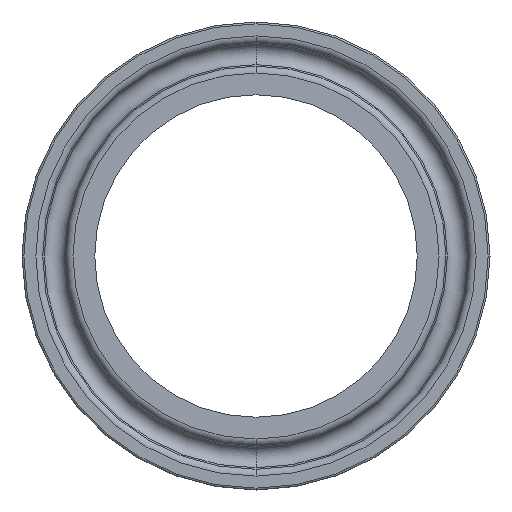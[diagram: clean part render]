
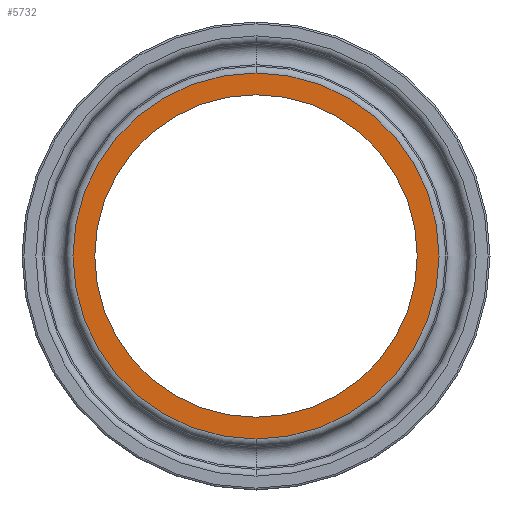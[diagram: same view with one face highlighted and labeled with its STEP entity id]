
A CAD part, front view. The second image highlights one B-rep face of the part: STEP entity #5732.
In plain terms, the highlighted planar face has unit normal (0, -1, 0).
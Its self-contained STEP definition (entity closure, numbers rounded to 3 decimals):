
#32 = CARTESIAN_POINT ( 'NONE',  ( 0., -52.5, -17.4 ) ) ;
#44 = VERTEX_POINT ( 'NONE', #32 ) ;
#102 = DIRECTION ( 'NONE',  ( 0., 0., -1. ) ) ;
#103 = DIRECTION ( 'NONE',  ( 0., -1., 0. ) ) ;
#402 = VERTEX_POINT ( 'NONE', #5889 ) ;
#473 = AXIS2_PLACEMENT_3D ( 'NONE', #3320, #2145, #102 ) ;
#1291 = ORIENTED_EDGE ( 'NONE', *, *, #5393, .F. ) ;
#1551 = CARTESIAN_POINT ( 'NONE',  ( 0., -52.5, 0. ) ) ;
#1619 = DIRECTION ( 'NONE',  ( 0., -1., 0. ) ) ;
#1621 = AXIS2_PLACEMENT_3D ( 'NONE', #1652, #103, #3635 ) ;
#1652 = CARTESIAN_POINT ( 'NONE',  ( 17.4, -52.5, 0. ) ) ;
#1667 = EDGE_CURVE ( 'NONE', #44, #1925, #4818, .T. ) ;
#1925 = VERTEX_POINT ( 'NONE', #5307 ) ;
#2124 = CARTESIAN_POINT ( 'NONE',  ( 0., -52.5, 0. ) ) ;
#2145 = DIRECTION ( 'NONE',  ( 0., -1., 0. ) ) ;
#2151 = AXIS2_PLACEMENT_3D ( 'NONE', #1551, #4139, #5706 ) ;
#2222 = FACE_OUTER_BOUND ( 'NONE', #5738, .T. ) ;
#2567 = EDGE_CURVE ( 'NONE', #5905, #402, #5014, .T. ) ;
#2597 = EDGE_LOOP ( 'NONE', ( #4081, #1291 ) ) ;
#2996 = DIRECTION ( 'NONE',  ( 0., -1., 0. ) ) ;
#3320 = CARTESIAN_POINT ( 'NONE',  ( 0., -52.5, 0. ) ) ;
#3402 = ORIENTED_EDGE ( 'NONE', *, *, #2567, .T. ) ;
#3468 = CARTESIAN_POINT ( 'NONE',  ( 0., -52.5, -19.747 ) ) ;
#3635 = DIRECTION ( 'NONE',  ( 0., 0., -1. ) ) ;
#3707 = FACE_BOUND ( 'NONE', #2597, .T. ) ;
#4021 = ORIENTED_EDGE ( 'NONE', *, *, #4700, .T. ) ;
#4081 = ORIENTED_EDGE ( 'NONE', *, *, #1667, .F. ) ;
#4139 = DIRECTION ( 'NONE',  ( 0., -1., 0. ) ) ;
#4285 = AXIS2_PLACEMENT_3D ( 'NONE', #4527, #2996, #5084 ) ;
#4395 = CIRCLE ( 'NONE', #5246, 17.4 ) ;
#4527 = CARTESIAN_POINT ( 'NONE',  ( 0., -52.5, 0. ) ) ;
#4700 = EDGE_CURVE ( 'NONE', #402, #5905, #5239, .T. ) ;
#4701 = PLANE ( 'NONE',  #1621 ) ;
#4818 = CIRCLE ( 'NONE', #4285, 17.4 ) ;
#5014 = CIRCLE ( 'NONE', #2151, 19.747 ) ;
#5084 = DIRECTION ( 'NONE',  ( 0., 0., -1. ) ) ;
#5239 = CIRCLE ( 'NONE', #473, 19.747 ) ;
#5246 = AXIS2_PLACEMENT_3D ( 'NONE', #2124, #1619, #5579 ) ;
#5307 = CARTESIAN_POINT ( 'NONE',  ( 0., -52.5, 17.4 ) ) ;
#5393 = EDGE_CURVE ( 'NONE', #1925, #44, #4395, .T. ) ;
#5579 = DIRECTION ( 'NONE',  ( 0., 0., -1. ) ) ;
#5706 = DIRECTION ( 'NONE',  ( 0., 0., -1. ) ) ;
#5732 = ADVANCED_FACE ( 'NONE', ( #2222, #3707 ), #4701, .T. ) ;
#5738 = EDGE_LOOP ( 'NONE', ( #3402, #4021 ) ) ;
#5889 = CARTESIAN_POINT ( 'NONE',  ( 0., -52.5, 19.747 ) ) ;
#5905 = VERTEX_POINT ( 'NONE', #3468 ) ;
